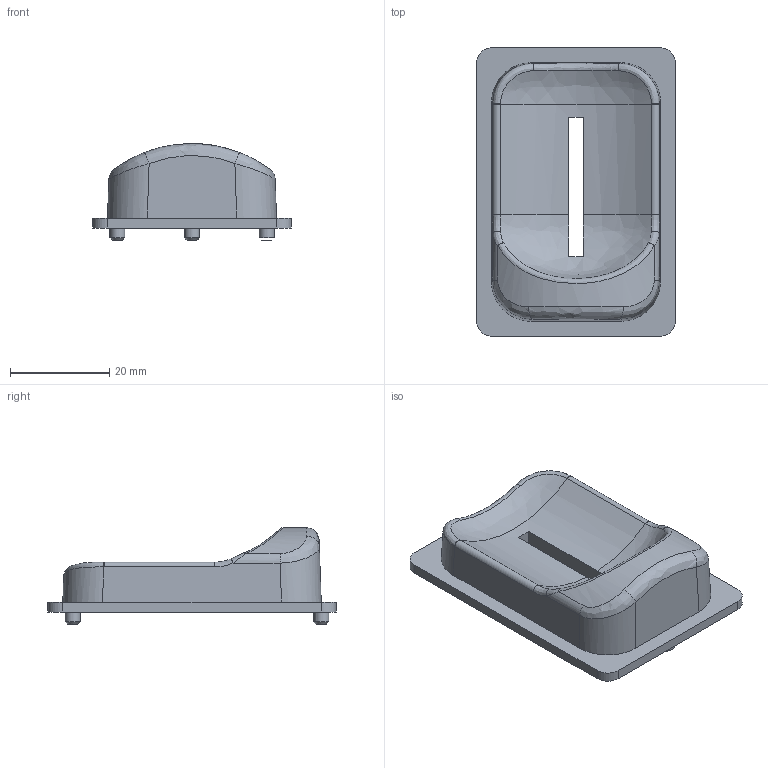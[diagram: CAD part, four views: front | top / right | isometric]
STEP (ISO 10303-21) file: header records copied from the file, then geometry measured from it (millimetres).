
FILE_DESCRIPTION(/* description */ ('コイン投入口'),/* implementation_level */ '2;1');
FILE_NAME(/* name */ 'ACR-OCT-054.stp',/* time_stamp */ '2025-04-29T21:35:45+09:00',/* author */ ('jimbo'),/* organization */ ('OCT Co.,Ltd.'),/* preprocessor_version */ 'ST-DEVELOPER v20',/* originating_system */ 'Autodesk Inventor 2024',/* authorisation */ '');
FILE_SCHEMA (('AUTOMOTIVE_DESIGN { 1 0 10303 214 3 1 1 }'));
Length unit declared in the file: millimetre
Products named in the file (1): ACR-OCT-054
Bounding box: 40 x 58 x 19.49 mm (x, y, z)
Volume: 15776.2 mm3; surface area: 6769.4 mm2
Topology: 1 solids, 1 shells, 54 faces, 132 edges, 83 vertices
Faces by surface type: plane 19, cylinder 17, bspline 15, cone 3
Full cylindrical faces by diameter (mm): 3 x3
Entity records: 2099 total; most frequent: CARTESIAN_POINT 780, ORIENTED_EDGE 264, DIRECTION 230, EDGE_CURVE 132, AXIS2_PLACEMENT_3D 86, VERTEX_POINT 83, EDGE_LOOP 59, LINE 58
